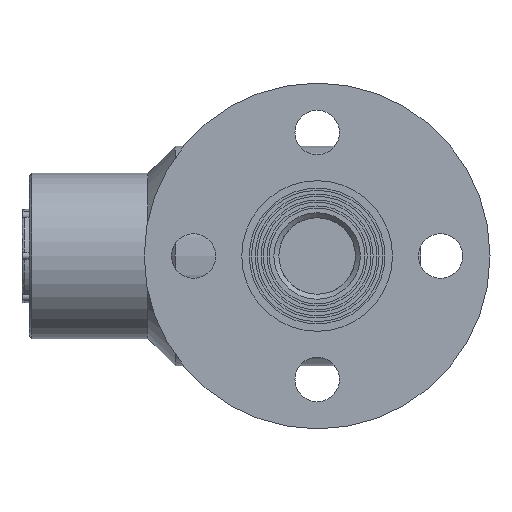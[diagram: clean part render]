
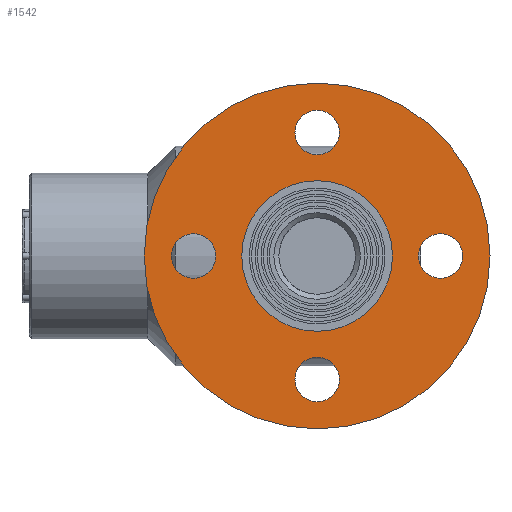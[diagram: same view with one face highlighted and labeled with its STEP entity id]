
A CAD part, left-side view. The second image highlights one B-rep face of the part: STEP entity #1542.
In plain terms, the highlighted face is planar.
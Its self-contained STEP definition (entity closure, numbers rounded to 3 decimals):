
#3 = EDGE_CURVE ( 'NONE', #5095, #5095, #5794, .T. ) ;
#45 = EDGE_CURVE ( 'NONE', #2356, #2356, #2564, .T. ) ;
#74 = CARTESIAN_POINT ( 'NONE',  ( 0., 0., 0. ) ) ;
#174 = CARTESIAN_POINT ( 'NONE',  ( -50., 0., 0. ) ) ;
#573 = EDGE_LOOP ( 'NONE', ( #3204 ) ) ;
#615 = PLANE ( 'NONE',  #4170 ) ;
#941 = DIRECTION ( 'NONE',  ( 1., 0., 0. ) ) ;
#988 = EDGE_LOOP ( 'NONE', ( #5695 ) ) ;
#993 = CARTESIAN_POINT ( 'NONE',  ( 9., -50., 0. ) ) ;
#1100 = FACE_BOUND ( 'NONE', #2385, .T. ) ;
#1214 = AXIS2_PLACEMENT_3D ( 'NONE', #1942, #3300, #3807 ) ;
#1435 = EDGE_CURVE ( 'NONE', #5515, #5515, #5399, .T. ) ;
#1449 = CARTESIAN_POINT ( 'NONE',  ( 50., 0., 0. ) ) ;
#1459 = EDGE_LOOP ( 'NONE', ( #3752 ) ) ;
#1472 = EDGE_CURVE ( 'NONE', #2799, #2799, #4530, .T. ) ;
#1502 = ORIENTED_EDGE ( 'NONE', *, *, #3, .T. ) ;
#1542 = ADVANCED_FACE ( 'NONE', ( #2969, #1100, #2502, #1548, #4784, #4694 ), #615, .F. ) ;
#1548 = FACE_BOUND ( 'NONE', #1757, .T. ) ;
#1607 = DIRECTION ( 'NONE',  ( 1., 0., 0. ) ) ;
#1757 = EDGE_LOOP ( 'NONE', ( #4901 ) ) ;
#1842 = DIRECTION ( 'NONE',  ( 1., 0., 0. ) ) ;
#1942 = CARTESIAN_POINT ( 'NONE',  ( 0., -50., 0. ) ) ;
#1950 = CARTESIAN_POINT ( 'NONE',  ( 25.75, 0., 0. ) ) ;
#1977 = AXIS2_PLACEMENT_3D ( 'NONE', #174, #5684, #1607 ) ;
#2033 = CARTESIAN_POINT ( 'NONE',  ( 70., 0., 0. ) ) ;
#2056 = DIRECTION ( 'NONE',  ( 1., 0., 0. ) ) ;
#2076 = DIRECTION ( 'NONE',  ( 1., 0., 0. ) ) ;
#2167 = DIRECTION ( 'NONE',  ( 0., 0., 1. ) ) ;
#2236 = EDGE_CURVE ( 'NONE', #3005, #3005, #3539, .T. ) ;
#2356 = VERTEX_POINT ( 'NONE', #1950 ) ;
#2385 = EDGE_LOOP ( 'NONE', ( #4340 ) ) ;
#2424 = DIRECTION ( 'NONE',  ( 1., 0., 0. ) ) ;
#2502 = FACE_BOUND ( 'NONE', #3619, .T. ) ;
#2564 = CIRCLE ( 'NONE', #5889, 25.75 ) ;
#2799 = VERTEX_POINT ( 'NONE', #4608 ) ;
#2914 = VERTEX_POINT ( 'NONE', #4334 ) ;
#2969 = FACE_BOUND ( 'NONE', #573, .T. ) ;
#3005 = VERTEX_POINT ( 'NONE', #2033 ) ;
#3182 = EDGE_CURVE ( 'NONE', #2914, #2914, #4985, .T. ) ;
#3204 = ORIENTED_EDGE ( 'NONE', *, *, #1472, .T. ) ;
#3225 = AXIS2_PLACEMENT_3D ( 'NONE', #1449, #3291, #941 ) ;
#3291 = DIRECTION ( 'NONE',  ( 0., 0., 1. ) ) ;
#3300 = DIRECTION ( 'NONE',  ( 0., 0., 1. ) ) ;
#3358 = CARTESIAN_POINT ( 'NONE',  ( 0., 0., 0. ) ) ;
#3539 = CIRCLE ( 'NONE', #3727, 70. ) ;
#3619 = EDGE_LOOP ( 'NONE', ( #1502 ) ) ;
#3703 = DIRECTION ( 'NONE',  ( 0., 0., 1. ) ) ;
#3727 = AXIS2_PLACEMENT_3D ( 'NONE', #4002, #2167, #2076 ) ;
#3752 = ORIENTED_EDGE ( 'NONE', *, *, #2236, .F. ) ;
#3807 = DIRECTION ( 'NONE',  ( 1., 0., 0. ) ) ;
#4002 = CARTESIAN_POINT ( 'NONE',  ( 0., 0., 0. ) ) ;
#4170 = AXIS2_PLACEMENT_3D ( 'NONE', #3358, #4304, #2056 ) ;
#4228 = DIRECTION ( 'NONE',  ( 0., 0., 1. ) ) ;
#4304 = DIRECTION ( 'NONE',  ( 0., 0., 1. ) ) ;
#4334 = CARTESIAN_POINT ( 'NONE',  ( 9., 50., 0. ) ) ;
#4340 = ORIENTED_EDGE ( 'NONE', *, *, #3182, .T. ) ;
#4530 = CIRCLE ( 'NONE', #1977, 9. ) ;
#4608 = CARTESIAN_POINT ( 'NONE',  ( -41., 0., 0. ) ) ;
#4676 = CARTESIAN_POINT ( 'NONE',  ( 0., 50., 0. ) ) ;
#4694 = FACE_BOUND ( 'NONE', #988, .T. ) ;
#4784 = FACE_OUTER_BOUND ( 'NONE', #1459, .T. ) ;
#4901 = ORIENTED_EDGE ( 'NONE', *, *, #1435, .T. ) ;
#4985 = CIRCLE ( 'NONE', #5553, 9. ) ;
#5095 = VERTEX_POINT ( 'NONE', #5601 ) ;
#5399 = CIRCLE ( 'NONE', #1214, 9. ) ;
#5515 = VERTEX_POINT ( 'NONE', #993 ) ;
#5553 = AXIS2_PLACEMENT_3D ( 'NONE', #4676, #4228, #2424 ) ;
#5601 = CARTESIAN_POINT ( 'NONE',  ( 59., 0., 0. ) ) ;
#5684 = DIRECTION ( 'NONE',  ( 0., 0., 1. ) ) ;
#5695 = ORIENTED_EDGE ( 'NONE', *, *, #45, .T. ) ;
#5794 = CIRCLE ( 'NONE', #3225, 9. ) ;
#5889 = AXIS2_PLACEMENT_3D ( 'NONE', #74, #3703, #1842 ) ;
